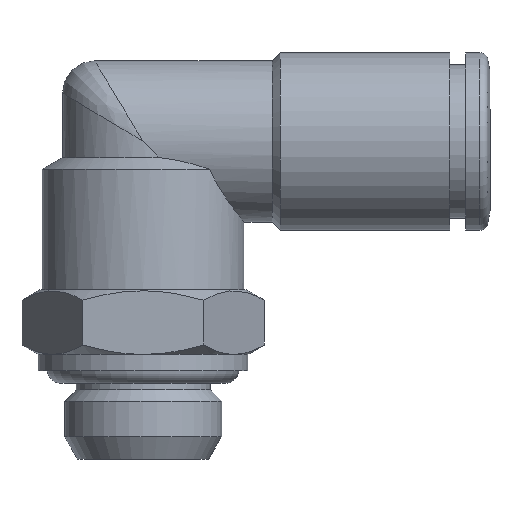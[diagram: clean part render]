
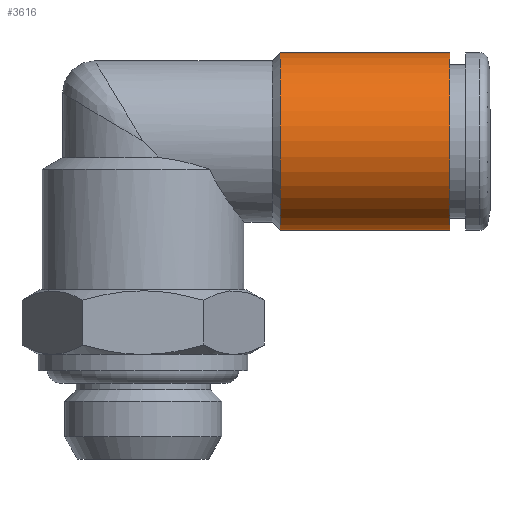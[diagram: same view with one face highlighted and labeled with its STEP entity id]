
A CAD part, front view. The second image highlights one B-rep face of the part: STEP entity #3616.
In plain terms, the highlighted cylindrical face has radius 5.5 mm (diameter 11 mm), a full revolution.
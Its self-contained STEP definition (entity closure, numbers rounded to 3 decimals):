
#684=ORIENTED_EDGE('',*,*,#980,.T.);
#685=ORIENTED_EDGE('',*,*,#981,.F.);
#843=CIRCLE('',#3481,5.5);
#844=CIRCLE('',#3483,5.5);
#903=VERTEX_POINT('',#2799);
#904=VERTEX_POINT('',#2802);
#980=EDGE_CURVE('',#903,#903,#843,.T.);
#981=EDGE_CURVE('',#904,#904,#844,.T.);
#1093=EDGE_LOOP('',(#684));
#1094=EDGE_LOOP('',(#685));
#1216=FACE_BOUND('',#1093,.T.);
#1217=FACE_BOUND('',#1094,.T.);
#1304=CYLINDRICAL_SURFACE('',#3482,5.5);
#1833=DIRECTION('',(0.,1.,0.));
#1834=DIRECTION('',(-5.5,0.,0.));
#1835=DIRECTION('',(0.,-1.,0.));
#1836=DIRECTION('',(-1.,0.,0.));
#1837=DIRECTION('',(0.,1.,0.));
#1838=DIRECTION('',(-5.5,0.,0.));
#2799=CARTESIAN_POINT('',(-14.763,-23.906,0.));
#2800=CARTESIAN_POINT('',(-9.263,-23.906,0.));
#2801=CARTESIAN_POINT('',(-9.263,-13.406,0.));
#2802=CARTESIAN_POINT('',(-14.763,-13.406,0.));
#2803=CARTESIAN_POINT('',(-9.263,-13.406,0.));
#3481=AXIS2_PLACEMENT_3D('',#2800,#1833,#1834);
#3482=AXIS2_PLACEMENT_3D('',#2801,#1835,#1836);
#3483=AXIS2_PLACEMENT_3D('',#2803,#1837,#1838);
#3616=ADVANCED_FACE('',(#1216,#1217),#1304,.T.);
